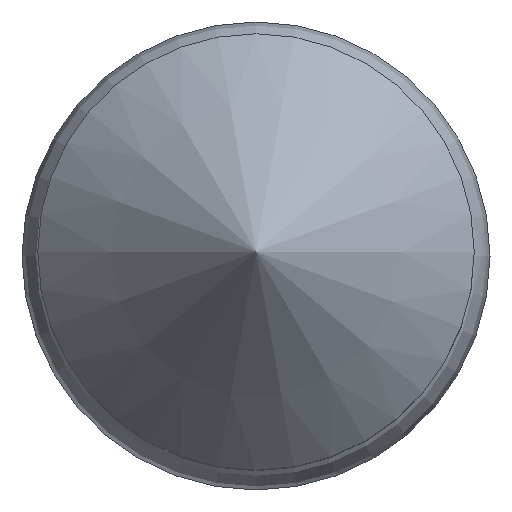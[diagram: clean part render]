
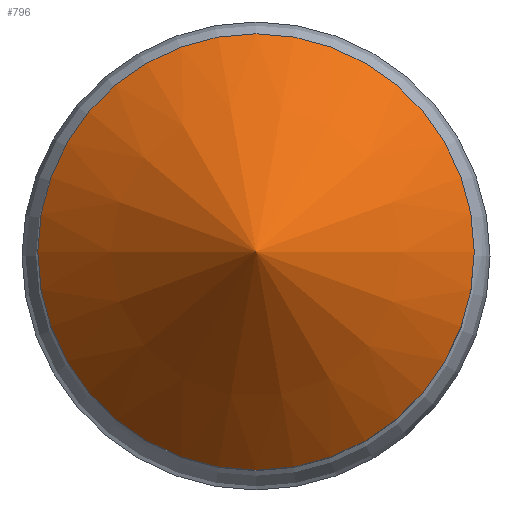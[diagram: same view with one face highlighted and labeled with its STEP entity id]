
A CAD part, top view. The second image highlights one B-rep face of the part: STEP entity #796.
In plain terms, the highlighted conical face has half-angle 45 degrees and reference radius 2 mm.
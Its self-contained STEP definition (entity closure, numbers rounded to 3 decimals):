
#687 = CYLINDRICAL_SURFACE('',#688,0.9);
#688 = AXIS2_PLACEMENT_3D('',#689,#690,#691);
#689 = CARTESIAN_POINT('',(0.,0.,31.45));
#690 = DIRECTION('',(-0.,-0.,-1.));
#691 = DIRECTION('',(1.,0.,0.));
#712 = VERTEX_POINT('',#713);
#713 = CARTESIAN_POINT('',(0.9,0.,32.55));
#734 = EDGE_CURVE('',#712,#712,#735,.T.);
#735 = SURFACE_CURVE('',#736,(#741,#748),.PCURVE_S1.);
#736 = CIRCLE('',#737,0.9);
#737 = AXIS2_PLACEMENT_3D('',#738,#739,#740);
#738 = CARTESIAN_POINT('',(0.,0.,32.55));
#739 = DIRECTION('',(0.,0.,-1.));
#740 = DIRECTION('',(0.,1.,0.));
#741 = PCURVE('',#687,#742);
#742 = DEFINITIONAL_REPRESENTATION('',(#743),#747);
#743 = LINE('',#744,#745);
#744 = CARTESIAN_POINT('',(-7.854,-1.1));
#745 = VECTOR('',#746,1.);
#746 = DIRECTION('',(1.,-0.));
#747 = ( GEOMETRIC_REPRESENTATION_CONTEXT(2) 
PARAMETRIC_REPRESENTATION_CONTEXT() REPRESENTATION_CONTEXT('2D SPACE',''
  ) );
#748 = PCURVE('',#749,#754);
#749 = CONICAL_SURFACE('',#750,2.,0.785);
#750 = AXIS2_PLACEMENT_3D('',#751,#752,#753);
#751 = CARTESIAN_POINT('',(0.,0.,31.45));
#752 = DIRECTION('',(-0.,-0.,-1.));
#753 = DIRECTION('',(1.,0.,0.));
#754 = DEFINITIONAL_REPRESENTATION('',(#755),#759);
#755 = LINE('',#756,#757);
#756 = CARTESIAN_POINT('',(-7.854,-1.1));
#757 = VECTOR('',#758,1.);
#758 = DIRECTION('',(1.,-0.));
#759 = ( GEOMETRIC_REPRESENTATION_CONTEXT(2) 
PARAMETRIC_REPRESENTATION_CONTEXT() REPRESENTATION_CONTEXT('2D SPACE',''
  ) );
#796 = ADVANCED_FACE('',(#797),#749,.T.);
#797 = FACE_BOUND('',#798,.T.);
#798 = EDGE_LOOP('',(#799,#822,#823));
#799 = ORIENTED_EDGE('',*,*,#800,.T.);
#800 = EDGE_CURVE('',#712,#801,#803,.T.);
#801 = VERTEX_POINT('',#802);
#802 = CARTESIAN_POINT('',(0.,0.,33.45)
  );
#803 = SEAM_CURVE('',#804,(#808,#815),.PCURVE_S1.);
#804 = LINE('',#805,#806);
#805 = CARTESIAN_POINT('',(2.,0.,31.45));
#806 = VECTOR('',#807,1.);
#807 = DIRECTION('',(-0.707,0.,0.707)
  );
#808 = PCURVE('',#749,#809);
#809 = DEFINITIONAL_REPRESENTATION('',(#810),#814);
#810 = LINE('',#811,#812);
#811 = CARTESIAN_POINT('',(-6.283,0.));
#812 = VECTOR('',#813,1.);
#813 = DIRECTION('',(-0.,-1.));
#814 = ( GEOMETRIC_REPRESENTATION_CONTEXT(2) 
PARAMETRIC_REPRESENTATION_CONTEXT() REPRESENTATION_CONTEXT('2D SPACE',''
  ) );
#815 = PCURVE('',#749,#816);
#816 = DEFINITIONAL_REPRESENTATION('',(#817),#821);
#817 = LINE('',#818,#819);
#818 = CARTESIAN_POINT('',(0.,-0.));
#819 = VECTOR('',#820,1.);
#820 = DIRECTION('',(-0.,-1.));
#821 = ( GEOMETRIC_REPRESENTATION_CONTEXT(2) 
PARAMETRIC_REPRESENTATION_CONTEXT() REPRESENTATION_CONTEXT('2D SPACE',''
  ) );
#822 = ORIENTED_EDGE('',*,*,#800,.F.);
#823 = ORIENTED_EDGE('',*,*,#734,.F.);
